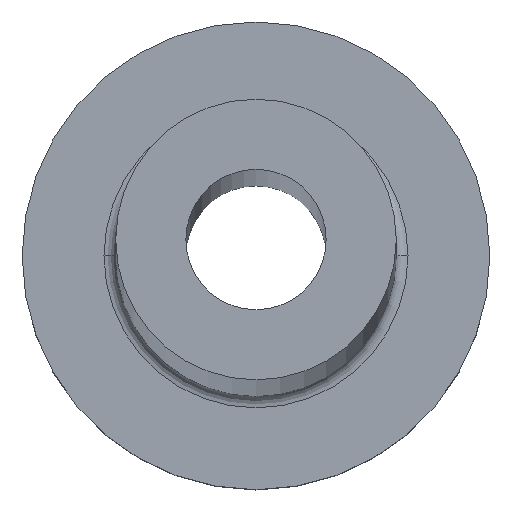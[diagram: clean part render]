
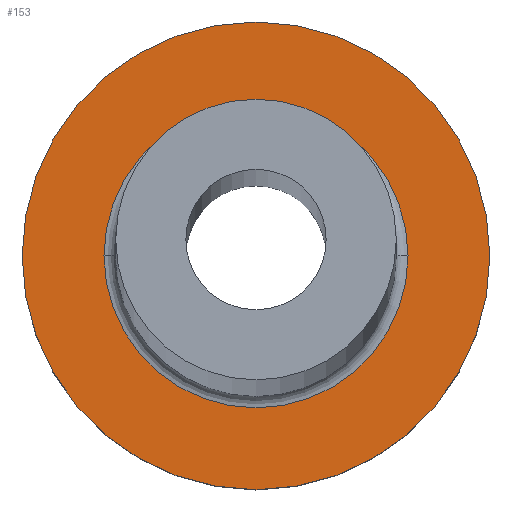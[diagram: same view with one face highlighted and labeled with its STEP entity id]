
A CAD part, top view. The second image highlights one B-rep face of the part: STEP entity #153.
In plain terms, the highlighted planar face has unit normal (0, 0, 1).
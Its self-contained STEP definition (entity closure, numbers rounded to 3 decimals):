
#1 = DIRECTION ( 'NONE',  ( 1., 0., 0. ) ) ;
#3 = CARTESIAN_POINT ( 'NONE',  ( -6.5, 0., 7. ) ) ;
#10 = EDGE_LOOP ( 'NONE', ( #60, #75 ) ) ;
#11 = ORIENTED_EDGE ( 'NONE', *, *, #77, .T. ) ;
#18 = CIRCLE ( 'NONE', #130, 6.5 ) ;
#22 = EDGE_CURVE ( 'NONE', #290, #31, #345, .T. ) ;
#31 = VERTEX_POINT ( 'NONE', #117 ) ;
#33 = CARTESIAN_POINT ( 'NONE',  ( -10., 0., 7. ) ) ;
#44 = VERTEX_POINT ( 'NONE', #355 ) ;
#60 = ORIENTED_EDGE ( 'NONE', *, *, #142, .T. ) ;
#61 = CIRCLE ( 'NONE', #95, 10. ) ;
#71 = CARTESIAN_POINT ( 'NONE',  ( 0., 0., 7. ) ) ;
#75 = ORIENTED_EDGE ( 'NONE', *, *, #335, .T. ) ;
#77 = EDGE_CURVE ( 'NONE', #31, #290, #61, .T. ) ;
#81 = EDGE_LOOP ( 'NONE', ( #364, #11 ) ) ;
#95 = AXIS2_PLACEMENT_3D ( 'NONE', #208, #300, #275 ) ;
#101 = DIRECTION ( 'NONE',  ( 0., 0., 1. ) ) ;
#102 = DIRECTION ( 'NONE',  ( 0., 0., -1. ) ) ;
#112 = DIRECTION ( 'NONE',  ( 1., 0., 0. ) ) ;
#115 = AXIS2_PLACEMENT_3D ( 'NONE', #376, #377, #112 ) ;
#117 = CARTESIAN_POINT ( 'NONE',  ( 10., 0., 7. ) ) ;
#125 = CIRCLE ( 'NONE', #317, 6.5 ) ;
#130 = AXIS2_PLACEMENT_3D ( 'NONE', #252, #102, #223 ) ;
#133 = VERTEX_POINT ( 'NONE', #3 ) ;
#142 = EDGE_CURVE ( 'NONE', #44, #133, #125, .T. ) ;
#153 = ADVANCED_FACE ( 'NONE', ( #212, #278 ), #253, .T. ) ;
#208 = CARTESIAN_POINT ( 'NONE',  ( 0., 0., 7. ) ) ;
#212 = FACE_BOUND ( 'NONE', #10, .T. ) ;
#215 = CARTESIAN_POINT ( 'NONE',  ( 0., 0., 7. ) ) ;
#223 = DIRECTION ( 'NONE',  ( 1., 0., 0. ) ) ;
#252 = CARTESIAN_POINT ( 'NONE',  ( 0., 0., 7. ) ) ;
#253 = PLANE ( 'NONE',  #284 ) ;
#275 = DIRECTION ( 'NONE',  ( 1., 0., 0. ) ) ;
#278 = FACE_OUTER_BOUND ( 'NONE', #81, .T. ) ;
#284 = AXIS2_PLACEMENT_3D ( 'NONE', #71, #101, #327 ) ;
#290 = VERTEX_POINT ( 'NONE', #33 ) ;
#300 = DIRECTION ( 'NONE',  ( 0., 0., 1. ) ) ;
#302 = DIRECTION ( 'NONE',  ( 0., 0., -1. ) ) ;
#317 = AXIS2_PLACEMENT_3D ( 'NONE', #215, #302, #1 ) ;
#327 = DIRECTION ( 'NONE',  ( 1., 0., 0. ) ) ;
#335 = EDGE_CURVE ( 'NONE', #133, #44, #18, .T. ) ;
#345 = CIRCLE ( 'NONE', #115, 10. ) ;
#355 = CARTESIAN_POINT ( 'NONE',  ( 6.5, 0., 7. ) ) ;
#364 = ORIENTED_EDGE ( 'NONE', *, *, #22, .T. ) ;
#376 = CARTESIAN_POINT ( 'NONE',  ( 0., 0., 7. ) ) ;
#377 = DIRECTION ( 'NONE',  ( 0., 0., 1. ) ) ;
